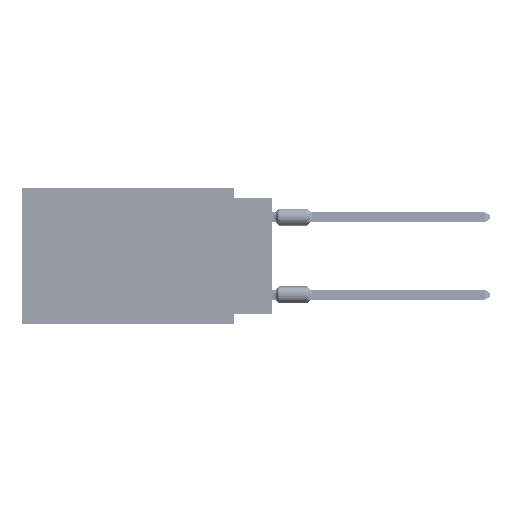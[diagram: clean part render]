
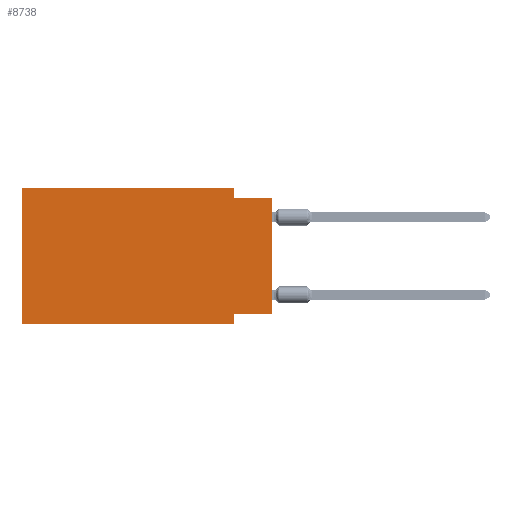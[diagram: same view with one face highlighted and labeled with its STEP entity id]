
A CAD part, left-side view. The second image highlights one B-rep face of the part: STEP entity #8738.
In plain terms, the highlighted planar face has unit normal (-1, 0, 0).
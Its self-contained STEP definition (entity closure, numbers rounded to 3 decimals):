
#2680 = CARTESIAN_POINT ( 'NONE',  ( 0., 0., -0.635 ) ) ;
#3948 = DIRECTION ( 'NONE',  ( 0., 0., 1. ) ) ;
#5194 = CARTESIAN_POINT ( 'NONE',  ( 0., 2.54, -8.89 ) ) ;
#5234 = VECTOR ( 'NONE', #55638, 1000. ) ;
#6244 = VERTEX_POINT ( 'NONE', #32652 ) ;
#6329 = VERTEX_POINT ( 'NONE', #43965 ) ;
#6767 = VERTEX_POINT ( 'NONE', #32910 ) ;
#7703 = ORIENTED_EDGE ( 'NONE', *, *, #46324, .F. ) ;
#8228 = CARTESIAN_POINT ( 'NONE',  ( 0., 16.383, -8.89 ) ) ;
#8738 = ADVANCED_FACE ( 'NONE', ( #38091 ), #33719, .F. ) ;
#8962 = ORIENTED_EDGE ( 'NONE', *, *, #32131, .T. ) ;
#9486 = VECTOR ( 'NONE', #33611, 1000. ) ;
#14192 = VERTEX_POINT ( 'NONE', #37959 ) ;
#14816 = VERTEX_POINT ( 'NONE', #43052 ) ;
#18203 = VECTOR ( 'NONE', #23473, 1000. ) ;
#18772 = CARTESIAN_POINT ( 'NONE',  ( 0., 16.383, 0. ) ) ;
#18996 = LINE ( 'NONE', #34027, #34978 ) ;
#20919 = DIRECTION ( 'NONE',  ( 0., 1., 0. ) ) ;
#21250 = CARTESIAN_POINT ( 'NONE',  ( 0., 0., -8.255 ) ) ;
#21697 = CARTESIAN_POINT ( 'NONE',  ( 0., 2.54, -8.255 ) ) ;
#22786 = EDGE_CURVE ( 'NONE', #14192, #6767, #37980, .T. ) ;
#23393 = DIRECTION ( 'NONE',  ( 1., 0., 0. ) ) ;
#23473 = DIRECTION ( 'NONE',  ( 0., -1., 0. ) ) ;
#23780 = CARTESIAN_POINT ( 'NONE',  ( 0., 0., 0. ) ) ;
#28364 = DIRECTION ( 'NONE',  ( 0., -1., 0. ) ) ;
#30755 = EDGE_LOOP ( 'NONE', ( #8962, #33602, #63122, #31337, #7703, #65891, #39865, #35657 ) ) ;
#30959 = EDGE_CURVE ( 'NONE', #42027, #51086, #47281, .T. ) ;
#31337 = ORIENTED_EDGE ( 'NONE', *, *, #60092, .F. ) ;
#32131 = EDGE_CURVE ( 'NONE', #42027, #52340, #33789, .T. ) ;
#32652 = CARTESIAN_POINT ( 'NONE',  ( 0., 16.383, 0. ) ) ;
#32910 = CARTESIAN_POINT ( 'NONE',  ( 0., 2.54, -8.89 ) ) ;
#33602 = ORIENTED_EDGE ( 'NONE', *, *, #58441, .F. ) ;
#33611 = DIRECTION ( 'NONE',  ( 0., -1., 0. ) ) ;
#33719 = PLANE ( 'NONE',  #63604 ) ;
#33789 = LINE ( 'NONE', #23780, #56943 ) ;
#34014 = LINE ( 'NONE', #63784, #52143 ) ;
#34027 = CARTESIAN_POINT ( 'NONE',  ( 0., 16.383, 0. ) ) ;
#34978 = VECTOR ( 'NONE', #3948, 1000. ) ;
#35657 = ORIENTED_EDGE ( 'NONE', *, *, #30959, .F. ) ;
#37959 = CARTESIAN_POINT ( 'NONE',  ( 0., 16.383, -8.89 ) ) ;
#37980 = LINE ( 'NONE', #8228, #9486 ) ;
#38091 = FACE_OUTER_BOUND ( 'NONE', #30755, .T. ) ;
#39609 = LINE ( 'NONE', #5194, #5234 ) ;
#39865 = ORIENTED_EDGE ( 'NONE', *, *, #59071, .F. ) ;
#39925 = CARTESIAN_POINT ( 'NONE',  ( 0., 0., -8.255 ) ) ;
#42027 = VERTEX_POINT ( 'NONE', #39925 ) ;
#43052 = CARTESIAN_POINT ( 'NONE',  ( 0., 2.54, -0.635 ) ) ;
#43096 = EDGE_CURVE ( 'NONE', #6329, #14816, #60326, .T. ) ;
#43747 = DIRECTION ( 'NONE',  ( 0., 0., -1. ) ) ;
#43940 = CARTESIAN_POINT ( 'NONE',  ( 0., 2.54, 0. ) ) ;
#43965 = CARTESIAN_POINT ( 'NONE',  ( 0., 2.54, 0. ) ) ;
#44607 = DIRECTION ( 'NONE',  ( 0., 0., -1. ) ) ;
#46324 = EDGE_CURVE ( 'NONE', #14192, #6244, #18996, .T. ) ;
#47281 = LINE ( 'NONE', #21250, #50268 ) ;
#48848 = LINE ( 'NONE', #18772, #18203 ) ;
#50268 = VECTOR ( 'NONE', #20919, 1000. ) ;
#51086 = VERTEX_POINT ( 'NONE', #21697 ) ;
#52143 = VECTOR ( 'NONE', #28364, 1000. ) ;
#52340 = VERTEX_POINT ( 'NONE', #2680 ) ;
#55638 = DIRECTION ( 'NONE',  ( 0., 0., -1. ) ) ;
#56943 = VECTOR ( 'NONE', #58849, 1000. ) ;
#58441 = EDGE_CURVE ( 'NONE', #14816, #52340, #34014, .T. ) ;
#58849 = DIRECTION ( 'NONE',  ( 0., 0., 1. ) ) ;
#59071 = EDGE_CURVE ( 'NONE', #51086, #6767, #39609, .T. ) ;
#60092 = EDGE_CURVE ( 'NONE', #6244, #6329, #48848, .T. ) ;
#60326 = LINE ( 'NONE', #43940, #63436 ) ;
#63122 = ORIENTED_EDGE ( 'NONE', *, *, #43096, .F. ) ;
#63171 = CARTESIAN_POINT ( 'NONE',  ( 0., 16.383, 0. ) ) ;
#63436 = VECTOR ( 'NONE', #44607, 1000. ) ;
#63604 = AXIS2_PLACEMENT_3D ( 'NONE', #63171, #23393, #43747 ) ;
#63784 = CARTESIAN_POINT ( 'NONE',  ( 0., 0., -0.635 ) ) ;
#65891 = ORIENTED_EDGE ( 'NONE', *, *, #22786, .T. ) ;
